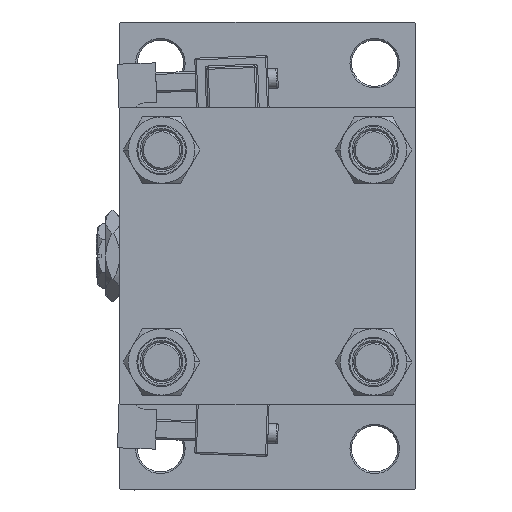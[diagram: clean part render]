
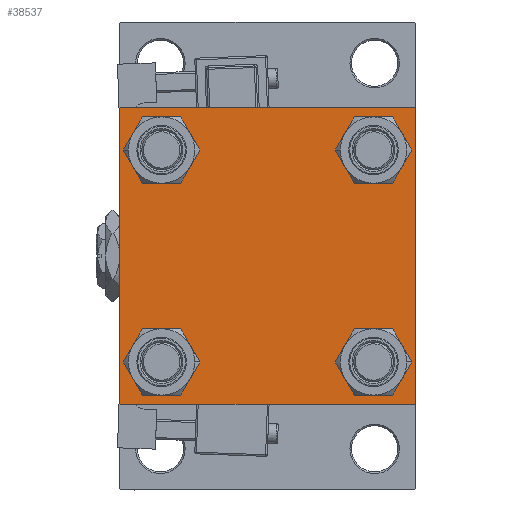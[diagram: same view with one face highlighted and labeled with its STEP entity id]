
A CAD part, left-side view. The second image highlights one B-rep face of the part: STEP entity #38537.
In plain terms, the highlighted planar face has unit normal (-1, 0, 0).
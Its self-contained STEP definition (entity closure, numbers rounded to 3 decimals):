
#142 = CARTESIAN_POINT ( 'NONE',  ( 0., 44.75, -44.75 ) ) ;
#487 = DIRECTION ( 'NONE',  ( 0., 0., 1. ) ) ;
#573 = EDGE_LOOP ( 'NONE', ( #25856, #4200 ) ) ;
#680 = DIRECTION ( 'NONE',  ( 1., 0., 0. ) ) ;
#2169 = DIRECTION ( 'NONE',  ( 1., 0., 0. ) ) ;
#3074 = DIRECTION ( 'NONE',  ( 1., 0., 0. ) ) ;
#3202 = EDGE_CURVE ( 'NONE', #17542, #41175, #9627, .T. ) ;
#3565 = DIRECTION ( 'NONE',  ( 0., 0., 1. ) ) ;
#3787 = ORIENTED_EDGE ( 'NONE', *, *, #48487, .T. ) ;
#3882 = DIRECTION ( 'NONE',  ( 0., 0., 1. ) ) ;
#3967 = AXIS2_PLACEMENT_3D ( 'NONE', #33810, #17295, #46696 ) ;
#4200 = ORIENTED_EDGE ( 'NONE', *, *, #42761, .T. ) ;
#4375 = FACE_BOUND ( 'NONE', #573, .T. ) ;
#5493 = AXIS2_PLACEMENT_3D ( 'NONE', #16239, #19528, #3882 ) ;
#5794 = CARTESIAN_POINT ( 'NONE',  ( 0., 32.15, 25.65 ) ) ;
#6392 = CIRCLE ( 'NONE', #5493, 6.5 ) ;
#6458 = EDGE_CURVE ( 'NONE', #27970, #50543, #16303, .T. ) ;
#6632 = CIRCLE ( 'NONE', #3967, 6.5 ) ;
#6661 = CARTESIAN_POINT ( 'NONE',  ( 0., 32.15, -25.65 ) ) ;
#6989 = DIRECTION ( 'NONE',  ( 0., 0., -1. ) ) ;
#7809 = CARTESIAN_POINT ( 'NONE',  ( 0., -32.15, -38.65 ) ) ;
#8778 = EDGE_LOOP ( 'NONE', ( #33502, #37461 ) ) ;
#9015 = CARTESIAN_POINT ( 'NONE',  ( 0., 0., 0. ) ) ;
#9438 = VECTOR ( 'NONE', #34738, 1000. ) ;
#9478 = DIRECTION ( 'NONE',  ( 0., 0., 1. ) ) ;
#9627 = LINE ( 'NONE', #43696, #11789 ) ;
#10318 = CARTESIAN_POINT ( 'NONE',  ( 0., -44.75, 44.75 ) ) ;
#10374 = DIRECTION ( 'NONE',  ( 0., -1., 0. ) ) ;
#10735 = ORIENTED_EDGE ( 'NONE', *, *, #31043, .F. ) ;
#10758 = ORIENTED_EDGE ( 'NONE', *, *, #49410, .T. ) ;
#10903 = AXIS2_PLACEMENT_3D ( 'NONE', #50430, #29555, #9478 ) ;
#11429 = ORIENTED_EDGE ( 'NONE', *, *, #14467, .T. ) ;
#11683 = VECTOR ( 'NONE', #43382, 1000. ) ;
#11770 = VECTOR ( 'NONE', #6989, 1000. ) ;
#11789 = VECTOR ( 'NONE', #18131, 1000. ) ;
#13068 = DIRECTION ( 'NONE',  ( 0., -0.707, -0.707 ) ) ;
#13168 = VERTEX_POINT ( 'NONE', #46388 ) ;
#13950 = CARTESIAN_POINT ( 'NONE',  ( 0., 45., -45. ) ) ;
#13976 = LINE ( 'NONE', #34337, #11683 ) ;
#14426 = EDGE_CURVE ( 'NONE', #28100, #13168, #41473, .T. ) ;
#14467 = EDGE_CURVE ( 'NONE', #43338, #53864, #51517, .T. ) ;
#14630 = CARTESIAN_POINT ( 'NONE',  ( 0., 44.5, 45. ) ) ;
#15927 = AXIS2_PLACEMENT_3D ( 'NONE', #9015, #25501, #3565 ) ;
#16239 = CARTESIAN_POINT ( 'NONE',  ( 0., 32.15, -32.15 ) ) ;
#16242 = VECTOR ( 'NONE', #24377, 1000. ) ;
#16303 = CIRCLE ( 'NONE', #47004, 6.5 ) ;
#16738 = CARTESIAN_POINT ( 'NONE',  ( 0., -32.15, -25.65 ) ) ;
#17257 = DIRECTION ( 'NONE',  ( 1., 0., 0. ) ) ;
#17295 = DIRECTION ( 'NONE',  ( 1., 0., 0. ) ) ;
#17542 = VERTEX_POINT ( 'NONE', #14630 ) ;
#17762 = VECTOR ( 'NONE', #13068, 1000. ) ;
#18131 = DIRECTION ( 'NONE',  ( 0., 0.707, -0.707 ) ) ;
#19352 = CARTESIAN_POINT ( 'NONE',  ( 0., -32.15, -32.15 ) ) ;
#19528 = DIRECTION ( 'NONE',  ( 1., 0., 0. ) ) ;
#19689 = EDGE_CURVE ( 'NONE', #13168, #28100, #24887, .T. ) ;
#19708 = VERTEX_POINT ( 'NONE', #6661 ) ;
#19794 = AXIS2_PLACEMENT_3D ( 'NONE', #29895, #17257, #487 ) ;
#20689 = VECTOR ( 'NONE', #52072, 1000. ) ;
#21101 = CARTESIAN_POINT ( 'NONE',  ( 0., 44.5, -45. ) ) ;
#21110 = FACE_BOUND ( 'NONE', #28266, .T. ) ;
#22893 = VERTEX_POINT ( 'NONE', #49903 ) ;
#23746 = DIRECTION ( 'NONE',  ( 0., 0., 1. ) ) ;
#23811 = EDGE_CURVE ( 'NONE', #39898, #41763, #31481, .T. ) ;
#23933 = DIRECTION ( 'NONE',  ( 0., 0., 1. ) ) ;
#24377 = DIRECTION ( 'NONE',  ( 0., 0., -1. ) ) ;
#24887 = CIRCLE ( 'NONE', #38060, 6.5 ) ;
#24987 = EDGE_LOOP ( 'NONE', ( #53680, #51155 ) ) ;
#25041 = CIRCLE ( 'NONE', #19794, 6.5 ) ;
#25501 = DIRECTION ( 'NONE',  ( -1., 0., 0. ) ) ;
#25856 = ORIENTED_EDGE ( 'NONE', *, *, #41653, .T. ) ;
#26086 = CARTESIAN_POINT ( 'NONE',  ( 0., 32.15, -32.15 ) ) ;
#27136 = CARTESIAN_POINT ( 'NONE',  ( 0., -45., -44.5 ) ) ;
#27840 = LINE ( 'NONE', #44608, #11770 ) ;
#27970 = VERTEX_POINT ( 'NONE', #16738 ) ;
#28100 = VERTEX_POINT ( 'NONE', #34319 ) ;
#28266 = EDGE_LOOP ( 'NONE', ( #48780, #10758 ) ) ;
#28465 = CIRCLE ( 'NONE', #10903, 6.5 ) ;
#29555 = DIRECTION ( 'NONE',  ( 1., 0., 0. ) ) ;
#29785 = ORIENTED_EDGE ( 'NONE', *, *, #46398, .F. ) ;
#29895 = CARTESIAN_POINT ( 'NONE',  ( 0., 32.15, 32.15 ) ) ;
#29903 = FACE_BOUND ( 'NONE', #24987, .T. ) ;
#31033 = DIRECTION ( 'NONE',  ( 0., 0., 1. ) ) ;
#31043 = EDGE_CURVE ( 'NONE', #17542, #41763, #42432, .T. ) ;
#31481 = LINE ( 'NONE', #10318, #20689 ) ;
#32642 = LINE ( 'NONE', #49380, #16242 ) ;
#32717 = EDGE_LOOP ( 'NONE', ( #3787, #11429, #40481, #54234, #29785, #45540, #10735, #52029 ) ) ;
#33502 = ORIENTED_EDGE ( 'NONE', *, *, #6458, .T. ) ;
#33782 = FACE_OUTER_BOUND ( 'NONE', #32717, .T. ) ;
#33810 = CARTESIAN_POINT ( 'NONE',  ( 0., 32.15, 32.15 ) ) ;
#33944 = VERTEX_POINT ( 'NONE', #47237 ) ;
#34319 = CARTESIAN_POINT ( 'NONE',  ( 0., -32.15, 25.65 ) ) ;
#34337 = CARTESIAN_POINT ( 'NONE',  ( 0., -44.75, -44.75 ) ) ;
#34738 = DIRECTION ( 'NONE',  ( 0., -1., 0. ) ) ;
#37080 = AXIS2_PLACEMENT_3D ( 'NONE', #50438, #680, #38362 ) ;
#37461 = ORIENTED_EDGE ( 'NONE', *, *, #47188, .T. ) ;
#38060 = AXIS2_PLACEMENT_3D ( 'NONE', #52809, #3074, #23933 ) ;
#38362 = DIRECTION ( 'NONE',  ( 0., 0., 1. ) ) ;
#38537 = ADVANCED_FACE ( 'NONE', ( #29903, #46665, #4375, #21110, #33782 ), #50514, .T. ) ;
#38591 = CARTESIAN_POINT ( 'NONE',  ( 0., 45., 45. ) ) ;
#39814 = VECTOR ( 'NONE', #10374, 1000. ) ;
#39898 = VERTEX_POINT ( 'NONE', #43520 ) ;
#40481 = ORIENTED_EDGE ( 'NONE', *, *, #43159, .T. ) ;
#41175 = VERTEX_POINT ( 'NONE', #49611 ) ;
#41473 = CIRCLE ( 'NONE', #37080, 6.5 ) ;
#41653 = EDGE_CURVE ( 'NONE', #19708, #33944, #6392, .T. ) ;
#41763 = VERTEX_POINT ( 'NONE', #44806 ) ;
#42408 = CIRCLE ( 'NONE', #52082, 6.5 ) ;
#42432 = LINE ( 'NONE', #38591, #9438 ) ;
#42761 = EDGE_CURVE ( 'NONE', #33944, #19708, #42408, .T. ) ;
#43159 = EDGE_CURVE ( 'NONE', #53864, #48107, #44419, .T. ) ;
#43338 = VERTEX_POINT ( 'NONE', #45233 ) ;
#43382 = DIRECTION ( 'NONE',  ( 0., -0.707, 0.707 ) ) ;
#43520 = CARTESIAN_POINT ( 'NONE',  ( 0., -45., 44.5 ) ) ;
#43696 = CARTESIAN_POINT ( 'NONE',  ( 0., 44.75, 44.75 ) ) ;
#44419 = LINE ( 'NONE', #13950, #39814 ) ;
#44608 = CARTESIAN_POINT ( 'NONE',  ( 0., -45., 45. ) ) ;
#44632 = EDGE_CURVE ( 'NONE', #48107, #44647, #13976, .T. ) ;
#44647 = VERTEX_POINT ( 'NONE', #27136 ) ;
#44806 = CARTESIAN_POINT ( 'NONE',  ( 0., -44.5, 45. ) ) ;
#45233 = CARTESIAN_POINT ( 'NONE',  ( 0., 45., -44.5 ) ) ;
#45540 = ORIENTED_EDGE ( 'NONE', *, *, #23811, .T. ) ;
#46388 = CARTESIAN_POINT ( 'NONE',  ( 0., -32.15, 38.65 ) ) ;
#46398 = EDGE_CURVE ( 'NONE', #39898, #44647, #27840, .T. ) ;
#46665 = FACE_BOUND ( 'NONE', #8778, .T. ) ;
#46696 = DIRECTION ( 'NONE',  ( 0., 0., 1. ) ) ;
#47004 = AXIS2_PLACEMENT_3D ( 'NONE', #19352, #48473, #23746 ) ;
#47188 = EDGE_CURVE ( 'NONE', #50543, #27970, #28465, .T. ) ;
#47237 = CARTESIAN_POINT ( 'NONE',  ( 0., 32.15, -38.65 ) ) ;
#48107 = VERTEX_POINT ( 'NONE', #52338 ) ;
#48473 = DIRECTION ( 'NONE',  ( 1., 0., 0. ) ) ;
#48487 = EDGE_CURVE ( 'NONE', #41175, #43338, #32642, .T. ) ;
#48780 = ORIENTED_EDGE ( 'NONE', *, *, #50944, .T. ) ;
#49380 = CARTESIAN_POINT ( 'NONE',  ( 0., 45., 45. ) ) ;
#49410 = EDGE_CURVE ( 'NONE', #52823, #22893, #6632, .T. ) ;
#49611 = CARTESIAN_POINT ( 'NONE',  ( 0., 45., 44.5 ) ) ;
#49903 = CARTESIAN_POINT ( 'NONE',  ( 0., 32.15, 38.65 ) ) ;
#50430 = CARTESIAN_POINT ( 'NONE',  ( 0., -32.15, -32.15 ) ) ;
#50438 = CARTESIAN_POINT ( 'NONE',  ( 0., -32.15, 32.15 ) ) ;
#50514 = PLANE ( 'NONE',  #15927 ) ;
#50543 = VERTEX_POINT ( 'NONE', #7809 ) ;
#50944 = EDGE_CURVE ( 'NONE', #22893, #52823, #25041, .T. ) ;
#51155 = ORIENTED_EDGE ( 'NONE', *, *, #14426, .T. ) ;
#51517 = LINE ( 'NONE', #142, #17762 ) ;
#52029 = ORIENTED_EDGE ( 'NONE', *, *, #3202, .T. ) ;
#52072 = DIRECTION ( 'NONE',  ( 0., 0.707, 0.707 ) ) ;
#52082 = AXIS2_PLACEMENT_3D ( 'NONE', #26086, #2169, #31033 ) ;
#52338 = CARTESIAN_POINT ( 'NONE',  ( 0., -44.5, -45. ) ) ;
#52809 = CARTESIAN_POINT ( 'NONE',  ( 0., -32.15, 32.15 ) ) ;
#52823 = VERTEX_POINT ( 'NONE', #5794 ) ;
#53680 = ORIENTED_EDGE ( 'NONE', *, *, #19689, .T. ) ;
#53864 = VERTEX_POINT ( 'NONE', #21101 ) ;
#54234 = ORIENTED_EDGE ( 'NONE', *, *, #44632, .T. ) ;
